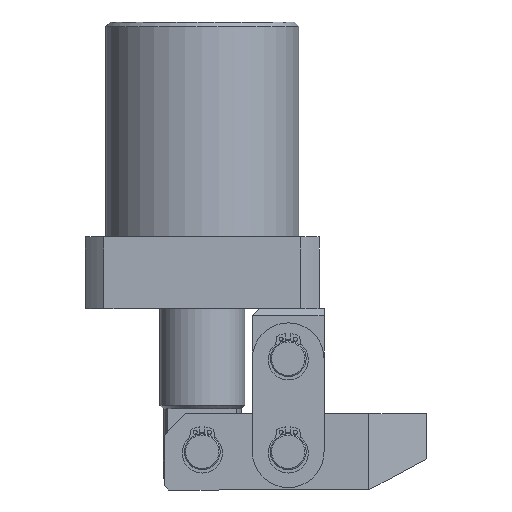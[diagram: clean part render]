
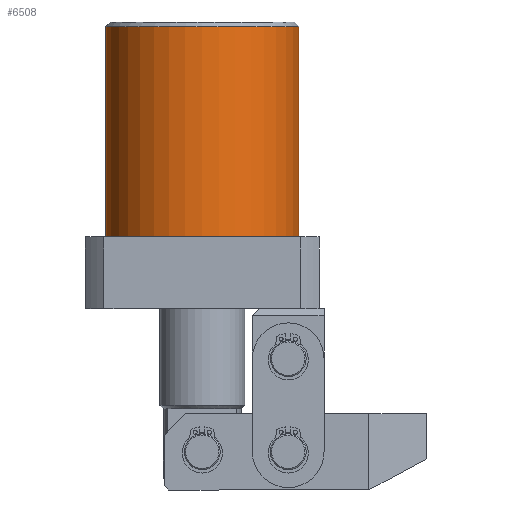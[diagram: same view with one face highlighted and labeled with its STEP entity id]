
A CAD part, front view. The second image highlights one B-rep face of the part: STEP entity #6508.
In plain terms, the highlighted cylindrical face has radius 40.5 mm (diameter 81 mm), a partial arc.
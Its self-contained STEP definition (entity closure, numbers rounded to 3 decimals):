
#1231 = EDGE_CURVE ( 'NONE', #8089, #8247, #8990, .T. ) ;
#1233 = EDGE_CURVE ( 'NONE', #7988, #8097, #8998, .T. ) ;
#1282 = EDGE_CURVE ( 'NONE', #8097, #8247, #9065, .T. ) ;
#1304 = EDGE_CURVE ( 'NONE', #8089, #7988, #9099, .T. ) ;
#1749 = AXIS2_PLACEMENT_3D ( 'NONE', #2356, #2355, #2353 ) ;
#1759 = AXIS2_PLACEMENT_3D ( 'NONE', #2183, #2181, #2178 ) ;
#1975 = AXIS2_PLACEMENT_3D ( 'NONE', #5713, #5711, #5706 ) ;
#2178 = DIRECTION ( 'NONE',  ( 1., 0., 0. ) ) ;
#2181 = DIRECTION ( 'NONE',  ( 0., 0., -1. ) ) ;
#2183 = CARTESIAN_POINT ( 'NONE',  ( 0., 0., 118. ) ) ;
#2353 = DIRECTION ( 'NONE',  ( 1., 0., 0. ) ) ;
#2355 = DIRECTION ( 'NONE',  ( 0., 0., 1. ) ) ;
#2356 = CARTESIAN_POINT ( 'NONE',  ( 0., 0., 30. ) ) ;
#2530 = CARTESIAN_POINT ( 'NONE',  ( -40.5, 0., 120. ) ) ;
#2540 = DIRECTION ( 'NONE',  ( 0., 0., -1. ) ) ;
#2547 = CARTESIAN_POINT ( 'NONE',  ( 40.5, 0., 120. ) ) ;
#2548 = DIRECTION ( 'NONE',  ( 0., 0., -1. ) ) ;
#3800 = CARTESIAN_POINT ( 'NONE',  ( -40.5, 0., 118. ) ) ;
#3857 = CARTESIAN_POINT ( 'NONE',  ( 40.5, 0., 118. ) ) ;
#3864 = CARTESIAN_POINT ( 'NONE',  ( -40.5, 0., 30. ) ) ;
#3967 = CARTESIAN_POINT ( 'NONE',  ( 40.5, 0., 30. ) ) ;
#5706 = DIRECTION ( 'NONE',  ( -1., 0., 0. ) ) ;
#5711 = DIRECTION ( 'NONE',  ( 0., 0., -1. ) ) ;
#5713 = CARTESIAN_POINT ( 'NONE',  ( 0., 0., 120. ) ) ;
#6508 = ADVANCED_FACE ( 'NONE', ( #7686 ), #7676, .T. ) ;
#6585 = ORIENTED_EDGE ( 'NONE', *, *, #1282, .T. ) ;
#6693 = ORIENTED_EDGE ( 'NONE', *, *, #1304, .T. ) ;
#6764 = ORIENTED_EDGE ( 'NONE', *, *, #1231, .F. ) ;
#6765 = ORIENTED_EDGE ( 'NONE', *, *, #1233, .T. ) ;
#7676 = CYLINDRICAL_SURFACE ( 'NONE', #1975, 40.5 ) ;
#7686 = FACE_OUTER_BOUND ( 'NONE', #8186, .T. ) ;
#7988 = VERTEX_POINT ( 'NONE', #3800 ) ;
#8089 = VERTEX_POINT ( 'NONE', #3857 ) ;
#8097 = VERTEX_POINT ( 'NONE', #3864 ) ;
#8186 = EDGE_LOOP ( 'NONE', ( #6764, #6693, #6765, #6585 ) ) ;
#8247 = VERTEX_POINT ( 'NONE', #3967 ) ;
#8990 = LINE ( 'NONE', #2547, #8997 ) ;
#8997 = VECTOR ( 'NONE', #2540, 1000. ) ;
#8998 = LINE ( 'NONE', #2530, #9000 ) ;
#9000 = VECTOR ( 'NONE', #2548, 1000. ) ;
#9065 = CIRCLE ( 'NONE', #1749, 40.5 ) ;
#9099 = CIRCLE ( 'NONE', #1759, 40.5 ) ;
